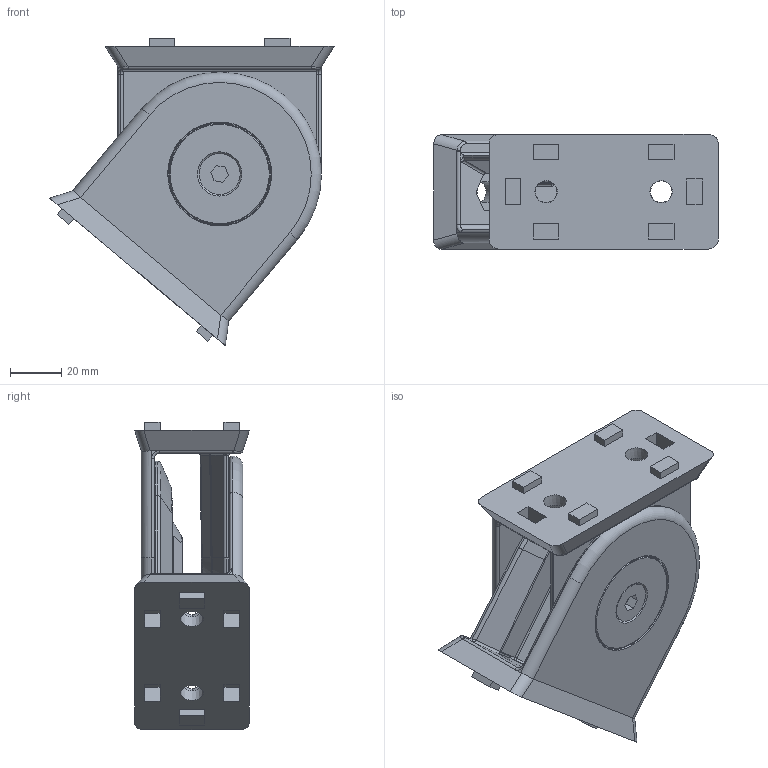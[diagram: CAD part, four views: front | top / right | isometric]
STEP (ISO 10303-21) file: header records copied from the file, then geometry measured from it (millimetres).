
FILE_DESCRIPTION(/* description */ (''),/* implementation_level */ '2;1');
FILE_NAME(/* name */ '81403_KriTec_Gelenk_90x45.stp',/* time_stamp */ '2018-04-12T07:42:22+02:00',/* author */ ('kostic'),/* organization */ (''),/* preprocessor_version */ 'ST-DEVELOPER v16.1',/* originating_system */ 'Autodesk Inventor 2016',/* authorisation */ '');
FILE_SCHEMA (('AUTOMOTIVE_DESIGN { 1 0 10303 214 3 1 1 }'));
Length unit declared in the file: millimetre
Products named in the file (6): Scheibe_Vormsenkung; Gleitscheibe; DIN7991_M8x16_Senk; Gelenk; Verdrehsicherung; 81403_KriTec_Gelenk_90x45
Assembly tree (14 placements, depth 2):
  81403_KriTec_Gelenk_90x45
    Scheibe_Vormsenkung  x2
    Gleitscheibe  x2
    DIN7991_M8x16_Senk  x2
    Gelenk  x2
    Verdrehsicherung  x6
Bounding box: 111.26 x 44.8 x 120.1 mm (x, y, z)
Volume: 186571.4 mm3; surface area: 84254.1 mm2
Topology: 14 solids, 14 shells, 534 faces, 1242 edges, 768 vertices
Faces by surface type: plane 274, cylinder 118, torus 64, cone 42, bspline 36
Full cylindrical faces by diameter (mm): 2 x4, 6.8 x2, 8 x2, 9 x2, 16 x2, 20 x2, 28 x2, 40 x2, 69.6 x2, 70 x2
Entity records: 8501 total; most frequent: CARTESIAN_POINT 2602, DIRECTION 1260, ORIENTED_EDGE 1098, EDGE_CURVE 549, AXIS2_PLACEMENT_3D 489, VERTEX_POINT 360, EDGE_LOOP 323, LINE 282
